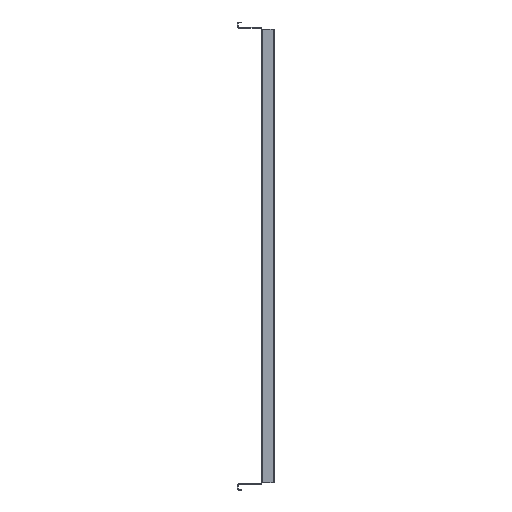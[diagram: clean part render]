
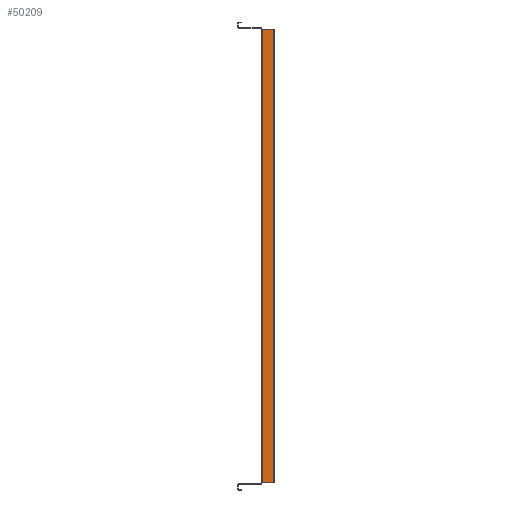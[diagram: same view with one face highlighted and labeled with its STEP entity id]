
A CAD part, left-side view. The second image highlights one B-rep face of the part: STEP entity #50209.
In plain terms, the highlighted planar face has unit normal (-1, 0, 0).
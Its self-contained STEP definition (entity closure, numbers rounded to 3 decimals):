
#1124 = DIRECTION ( 'NONE',  ( 0., 1., 0. ) ) ;
#1386 = VECTOR ( 'NONE', #12906, 1000. ) ;
#1699 = AXIS2_PLACEMENT_3D ( 'NONE', #37342, #7574, #24781 ) ;
#3463 = EDGE_CURVE ( 'NONE', #25638, #5401, #21876, .T. ) ;
#5401 = VERTEX_POINT ( 'NONE', #41175 ) ;
#5714 = ORIENTED_EDGE ( 'NONE', *, *, #38810, .T. ) ;
#7574 = DIRECTION ( 'NONE',  ( -1., 0., 0. ) ) ;
#7597 = CARTESIAN_POINT ( 'NONE',  ( -580., -29., -543. ) ) ;
#12906 = DIRECTION ( 'NONE',  ( 0., 0., -1. ) ) ;
#14815 = VERTEX_POINT ( 'NONE', #31890 ) ;
#15486 = PLANE ( 'NONE',  #1699 ) ;
#16045 = FACE_OUTER_BOUND ( 'NONE', #19049, .T. ) ;
#17263 = CARTESIAN_POINT ( 'NONE',  ( -580., -4., 0. ) ) ;
#17865 = DIRECTION ( 'NONE',  ( 0., -1., 0. ) ) ;
#19049 = EDGE_LOOP ( 'NONE', ( #26351, #48083, #26434, #5714 ) ) ;
#19158 = VERTEX_POINT ( 'NONE', #33175 ) ;
#21333 = CARTESIAN_POINT ( 'NONE',  ( -580., -29., 543. ) ) ;
#21876 = LINE ( 'NONE', #26234, #42889 ) ;
#23682 = VECTOR ( 'NONE', #17865, 1000. ) ;
#24781 = DIRECTION ( 'NONE',  ( 0., -1., 0. ) ) ;
#25065 = DIRECTION ( 'NONE',  ( 0., 0., 1. ) ) ;
#25463 = LINE ( 'NONE', #17263, #1386 ) ;
#25638 = VERTEX_POINT ( 'NONE', #21333 ) ;
#26234 = CARTESIAN_POINT ( 'NONE',  ( -580., 0., 543. ) ) ;
#26351 = ORIENTED_EDGE ( 'NONE', *, *, #45084, .T. ) ;
#26434 = ORIENTED_EDGE ( 'NONE', *, *, #3463, .T. ) ;
#29888 = CARTESIAN_POINT ( 'NONE',  ( -580., 0., -543. ) ) ;
#31890 = CARTESIAN_POINT ( 'NONE',  ( -580., -4., -543. ) ) ;
#33175 = CARTESIAN_POINT ( 'NONE',  ( -580., -29., -543. ) ) ;
#37342 = CARTESIAN_POINT ( 'NONE',  ( -580., 0., 0. ) ) ;
#37827 = LINE ( 'NONE', #29888, #23682 ) ;
#38445 = VECTOR ( 'NONE', #25065, 1000. ) ;
#38810 = EDGE_CURVE ( 'NONE', #5401, #14815, #25463, .T. ) ;
#41175 = CARTESIAN_POINT ( 'NONE',  ( -580., -4., 543. ) ) ;
#42889 = VECTOR ( 'NONE', #1124, 1000. ) ;
#44743 = LINE ( 'NONE', #7597, #38445 ) ;
#45084 = EDGE_CURVE ( 'NONE', #14815, #19158, #37827, .T. ) ;
#48083 = ORIENTED_EDGE ( 'NONE', *, *, #52599, .T. ) ;
#50209 = ADVANCED_FACE ( 'NONE', ( #16045 ), #15486, .T. ) ;
#52599 = EDGE_CURVE ( 'NONE', #19158, #25638, #44743, .T. ) ;
